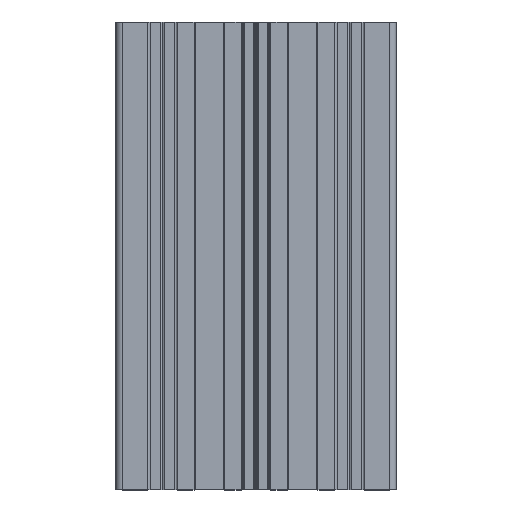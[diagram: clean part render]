
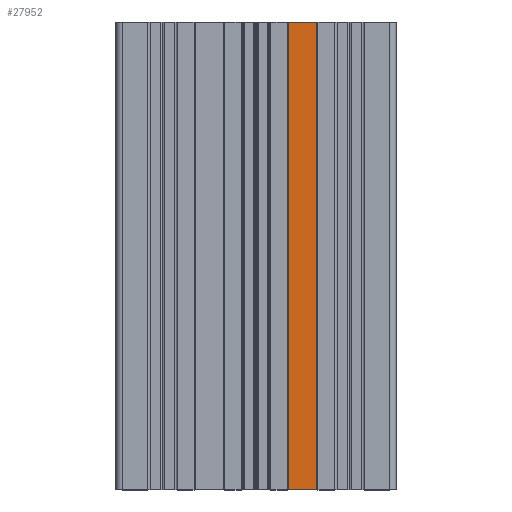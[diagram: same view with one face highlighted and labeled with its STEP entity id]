
A CAD part, top view. The second image highlights one B-rep face of the part: STEP entity #27952.
In plain terms, the highlighted planar face has unit normal (0, 0, 1).
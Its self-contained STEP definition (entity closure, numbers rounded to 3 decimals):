
#424 = LINE ( 'NONE', #18299, #26577 ) ;
#916 = EDGE_CURVE ( 'NONE', #5811, #1942, #16452, .T. ) ;
#1482 = DIRECTION ( 'NONE',  ( 0., 0., 1. ) ) ;
#1942 = VERTEX_POINT ( 'NONE', #10444 ) ;
#3083 = CARTESIAN_POINT ( 'NONE',  ( 26., 0., 39. ) ) ;
#4282 = EDGE_LOOP ( 'NONE', ( #15675, #10674, #19518, #16246 ) ) ;
#5785 = DIRECTION ( 'NONE',  ( 1., 0., 0. ) ) ;
#5811 = VERTEX_POINT ( 'NONE', #13238 ) ;
#5871 = CARTESIAN_POINT ( 'NONE',  ( 14., 0., 39. ) ) ;
#8697 = VERTEX_POINT ( 'NONE', #19587 ) ;
#9738 = CARTESIAN_POINT ( 'NONE',  ( 14., 0., 39. ) ) ;
#10444 = CARTESIAN_POINT ( 'NONE',  ( 14., 0., 39. ) ) ;
#10674 = ORIENTED_EDGE ( 'NONE', *, *, #25528, .T. ) ;
#11833 = DIRECTION ( 'NONE',  ( 1., 0., 0. ) ) ;
#12275 = CARTESIAN_POINT ( 'NONE',  ( 14., 0., 39. ) ) ;
#12349 = CARTESIAN_POINT ( 'NONE',  ( 26., 0., 39. ) ) ;
#13238 = CARTESIAN_POINT ( 'NONE',  ( 14., 200., 39. ) ) ;
#13385 = EDGE_CURVE ( 'NONE', #5811, #8697, #424, .T. ) ;
#13559 = VERTEX_POINT ( 'NONE', #12349 ) ;
#15675 = ORIENTED_EDGE ( 'NONE', *, *, #16134, .T. ) ;
#16134 = EDGE_CURVE ( 'NONE', #1942, #13559, #20700, .T. ) ;
#16246 = ORIENTED_EDGE ( 'NONE', *, *, #916, .T. ) ;
#16452 = LINE ( 'NONE', #5871, #21244 ) ;
#17375 = AXIS2_PLACEMENT_3D ( 'NONE', #12275, #1482, #5785 ) ;
#18214 = DIRECTION ( 'NONE',  ( 0., 1., 0. ) ) ;
#18299 = CARTESIAN_POINT ( 'NONE',  ( 0., 200., 39. ) ) ;
#19247 = DIRECTION ( 'NONE',  ( 0., -1., 0. ) ) ;
#19518 = ORIENTED_EDGE ( 'NONE', *, *, #13385, .F. ) ;
#19587 = CARTESIAN_POINT ( 'NONE',  ( 26., 200., 39. ) ) ;
#19991 = VECTOR ( 'NONE', #11833, 1000. ) ;
#20700 = LINE ( 'NONE', #9738, #19991 ) ;
#21244 = VECTOR ( 'NONE', #19247, 1000. ) ;
#24903 = DIRECTION ( 'NONE',  ( 1., 0., 0. ) ) ;
#25158 = VECTOR ( 'NONE', #18214, 1000. ) ;
#25302 = PLANE ( 'NONE',  #17375 ) ;
#25528 = EDGE_CURVE ( 'NONE', #13559, #8697, #25840, .T. ) ;
#25840 = LINE ( 'NONE', #3083, #25158 ) ;
#26577 = VECTOR ( 'NONE', #24903, 1000. ) ;
#27149 = FACE_OUTER_BOUND ( 'NONE', #4282, .T. ) ;
#27952 = ADVANCED_FACE ( 'NONE', ( #27149 ), #25302, .T. ) ;
